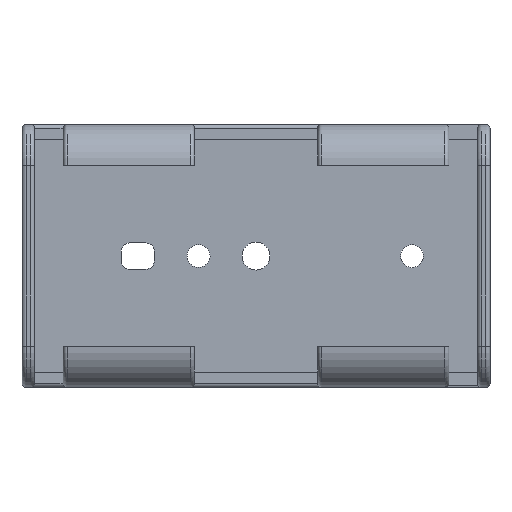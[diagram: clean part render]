
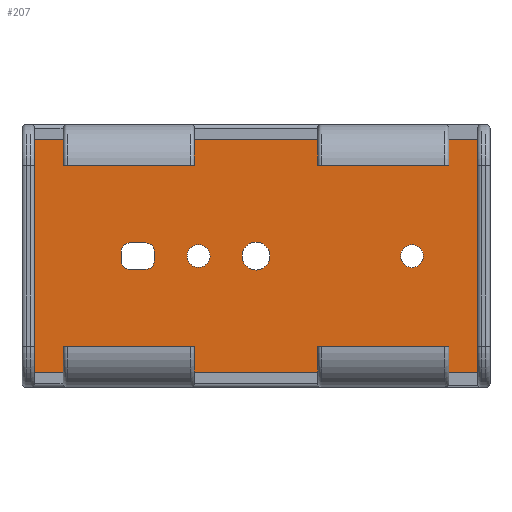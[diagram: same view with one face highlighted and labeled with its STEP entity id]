
A CAD part, top view. The second image highlights one B-rep face of the part: STEP entity #207.
In plain terms, the highlighted planar face has unit normal (0, 0, 1).
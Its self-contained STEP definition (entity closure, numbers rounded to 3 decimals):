
#207 = ADVANCED_FACE( '', ( #490, #491, #492, #493, #494 ), #495, .F. );
#490 = FACE_BOUND( '', #849, .T. );
#491 = FACE_BOUND( '', #850, .T. );
#492 = FACE_BOUND( '', #851, .T. );
#493 = FACE_OUTER_BOUND( '', #852, .T. );
#494 = FACE_BOUND( '', #853, .T. );
#495 = PLANE( '', #854 );
#849 = EDGE_LOOP( '', ( #1408 ) );
#850 = EDGE_LOOP( '', ( #1409 ) );
#851 = EDGE_LOOP( '', ( #1410, #1411, #1412, #1413, #1414, #1415, #1416, #1417 ) );
#852 = EDGE_LOOP( '', ( #1418, #1419, #1420, #1421 ) );
#853 = EDGE_LOOP( '', ( #1422 ) );
#854 = AXIS2_PLACEMENT_3D( '', #1423, #1424, #1425 );
#1408 = ORIENTED_EDGE( '', *, *, #2199, .T. );
#1409 = ORIENTED_EDGE( '', *, *, #2180, .T. );
#1410 = ORIENTED_EDGE( '', *, *, #2213, .F. );
#1411 = ORIENTED_EDGE( '', *, *, #2209, .F. );
#1412 = ORIENTED_EDGE( '', *, *, #2214, .F. );
#1413 = ORIENTED_EDGE( '', *, *, #2044, .F. );
#1414 = ORIENTED_EDGE( '', *, *, #2215, .F. );
#1415 = ORIENTED_EDGE( '', *, *, #2216, .F. );
#1416 = ORIENTED_EDGE( '', *, *, #2113, .F. );
#1417 = ORIENTED_EDGE( '', *, *, #2217, .F. );
#1418 = ORIENTED_EDGE( '', *, *, #2218, .F. );
#1419 = ORIENTED_EDGE( '', *, *, #2167, .F. );
#1420 = ORIENTED_EDGE( '', *, *, #2145, .T. );
#1421 = ORIENTED_EDGE( '', *, *, #2174, .T. );
#1422 = ORIENTED_EDGE( '', *, *, #2027, .F. );
#1423 = CARTESIAN_POINT( '', ( -27., 14.5, 0. ) );
#1424 = DIRECTION( '', ( 0., 0., -1. ) );
#1425 = DIRECTION( '', ( -1., 0., 0. ) );
#2027 = EDGE_CURVE( '', #2392, #2392, #2393, .F. );
#2044 = EDGE_CURVE( '', #2423, #2424, #2425, .T. );
#2113 = EDGE_CURVE( '', #2540, #2541, #2542, .F. );
#2145 = EDGE_CURVE( '', #2597, #2595, #2598, .T. );
#2167 = EDGE_CURVE( '', #2597, #2635, #2636, .T. );
#2174 = EDGE_CURVE( '', #2595, #2645, #2647, .T. );
#2180 = EDGE_CURVE( '', #2655, #2655, #2656, .T. );
#2199 = EDGE_CURVE( '', #2683, #2683, #2684, .T. );
#2209 = EDGE_CURVE( '', #2698, #2699, #2700, .T. );
#2213 = EDGE_CURVE( '', #2699, #2704, #2705, .F. );
#2214 = EDGE_CURVE( '', #2424, #2698, #2706, .F. );
#2215 = EDGE_CURVE( '', #2707, #2423, #2708, .F. );
#2216 = EDGE_CURVE( '', #2541, #2707, #2709, .T. );
#2217 = EDGE_CURVE( '', #2704, #2540, #2710, .T. );
#2218 = EDGE_CURVE( '', #2635, #2645, #2711, .T. );
#2392 = VERTEX_POINT( '', #2917 );
#2393 = CIRCLE( '', #2918, 1.4 );
#2423 = VERTEX_POINT( '', #2956 );
#2424 = VERTEX_POINT( '', #2957 );
#2425 = LINE( '', #2958, #2959 );
#2540 = VERTEX_POINT( '', #3116 );
#2541 = VERTEX_POINT( '', #3117 );
#2542 = CIRCLE( '', #3118, 1. );
#2595 = VERTEX_POINT( '', #3180 );
#2597 = VERTEX_POINT( '', #3183 );
#2598 = LINE( '', #3184, #3185 );
#2635 = VERTEX_POINT( '', #3237 );
#2636 = LINE( '', #3238, #3239 );
#2645 = VERTEX_POINT( '', #3252 );
#2647 = LINE( '', #3255, #3256 );
#2655 = VERTEX_POINT( '', #3268 );
#2656 = CIRCLE( '', #3269, 1.7 );
#2683 = VERTEX_POINT( '', #3303 );
#2684 = CIRCLE( '', #3304, 1.4 );
#2698 = VERTEX_POINT( '', #3319 );
#2699 = VERTEX_POINT( '', #3320 );
#2700 = LINE( '', #3321, #3322 );
#2704 = VERTEX_POINT( '', #3328 );
#2705 = CIRCLE( '', #3329, 1. );
#2706 = CIRCLE( '', #3330, 1. );
#2707 = VERTEX_POINT( '', #3331 );
#2708 = CIRCLE( '', #3332, 1. );
#2709 = LINE( '', #3333, #3334 );
#2710 = LINE( '', #3335, #3336 );
#2711 = LINE( '', #3337, #3338 );
#2917 = CARTESIAN_POINT( '', ( -8.4, 0., 0. ) );
#2918 = AXIS2_PLACEMENT_3D( '', #3624, #3625, #3626 );
#2956 = CARTESIAN_POINT( '', ( -16.4, 0.6, 0. ) );
#2957 = CARTESIAN_POINT( '', ( -16.4, -0.6, 0. ) );
#2958 = CARTESIAN_POINT( '', ( -16.4, 14.5, 0. ) );
#2959 = VECTOR( '', #3653, 1000. );
#3116 = CARTESIAN_POINT( '', ( -12.4, 0.6, 0. ) );
#3117 = CARTESIAN_POINT( '', ( -13.4, 1.6, 0. ) );
#3118 = AXIS2_PLACEMENT_3D( '', #3758, #3759, #3760 );
#3180 = CARTESIAN_POINT( '', ( 26.981, 14.2, 0. ) );
#3183 = CARTESIAN_POINT( '', ( 26.981, -14.2, 0. ) );
#3184 = CARTESIAN_POINT( '', ( 26.981, -16., 0. ) );
#3185 = VECTOR( '', #3816, 1000. );
#3237 = CARTESIAN_POINT( '', ( -26.981, -14.2, 0. ) );
#3238 = CARTESIAN_POINT( '', ( 27., -14.2, 0. ) );
#3239 = VECTOR( '', #3844, 1000. );
#3252 = CARTESIAN_POINT( '', ( -26.981, 14.2, 0. ) );
#3255 = CARTESIAN_POINT( '', ( 27., 14.2, 0. ) );
#3256 = VECTOR( '', #3850, 1000. );
#3268 = CARTESIAN_POINT( '', ( -1.7, 0., 0. ) );
#3269 = AXIS2_PLACEMENT_3D( '', #3855, #3856, #3857 );
#3303 = CARTESIAN_POINT( '', ( 17.6, 0., 0. ) );
#3304 = AXIS2_PLACEMENT_3D( '', #3886, #3887, #3888 );
#3319 = CARTESIAN_POINT( '', ( -15.4, -1.6, 0. ) );
#3320 = CARTESIAN_POINT( '', ( -13.4, -1.6, 0. ) );
#3321 = CARTESIAN_POINT( '', ( -27., -1.6, 0. ) );
#3322 = VECTOR( '', #3902, 1000. );
#3328 = CARTESIAN_POINT( '', ( -12.4, -0.6, 0. ) );
#3329 = AXIS2_PLACEMENT_3D( '', #3905, #3906, #3907 );
#3330 = AXIS2_PLACEMENT_3D( '', #3908, #3909, #3910 );
#3331 = CARTESIAN_POINT( '', ( -15.4, 1.6, 0. ) );
#3332 = AXIS2_PLACEMENT_3D( '', #3911, #3912, #3913 );
#3333 = CARTESIAN_POINT( '', ( -27., 1.6, 0. ) );
#3334 = VECTOR( '', #3914, 1000. );
#3335 = CARTESIAN_POINT( '', ( -12.4, 14.5, 0. ) );
#3336 = VECTOR( '', #3915, 1000. );
#3337 = CARTESIAN_POINT( '', ( -26.981, -16., 0. ) );
#3338 = VECTOR( '', #3916, 1000. );
#3624 = CARTESIAN_POINT( '', ( -7., 0., 0. ) );
#3625 = DIRECTION( '', ( 0., 0., -1. ) );
#3626 = DIRECTION( '', ( -1., 0., 0. ) );
#3653 = DIRECTION( '', ( 0., -1., 0. ) );
#3758 = CARTESIAN_POINT( '', ( -13.4, 0.6, 0. ) );
#3759 = DIRECTION( '', ( 0., 0., -1. ) );
#3760 = DIRECTION( '', ( -1., 0., 0. ) );
#3816 = DIRECTION( '', ( 0., 1., 0. ) );
#3844 = DIRECTION( '', ( -1., 0., 0. ) );
#3850 = DIRECTION( '', ( -1., 0., 0. ) );
#3855 = CARTESIAN_POINT( '', ( 0., 0., 0. ) );
#3856 = DIRECTION( '', ( 0., 0., -1. ) );
#3857 = DIRECTION( '', ( -1., 0., 0. ) );
#3886 = CARTESIAN_POINT( '', ( 19., 0., 0. ) );
#3887 = DIRECTION( '', ( 0., 0., -1. ) );
#3888 = DIRECTION( '', ( -1., 0., 0. ) );
#3902 = DIRECTION( '', ( 1., 0., 0. ) );
#3905 = CARTESIAN_POINT( '', ( -13.4, -0.6, 0. ) );
#3906 = DIRECTION( '', ( 0., 0., -1. ) );
#3907 = DIRECTION( '', ( -1., 0., 0. ) );
#3908 = CARTESIAN_POINT( '', ( -15.4, -0.6, 0. ) );
#3909 = DIRECTION( '', ( 0., 0., -1. ) );
#3910 = DIRECTION( '', ( -1., 0., 0. ) );
#3911 = CARTESIAN_POINT( '', ( -15.4, 0.6, 0. ) );
#3912 = DIRECTION( '', ( 0., 0., -1. ) );
#3913 = DIRECTION( '', ( -1., 0., 0. ) );
#3914 = DIRECTION( '', ( -1., 0., 0. ) );
#3915 = DIRECTION( '', ( 0., 1., 0. ) );
#3916 = DIRECTION( '', ( 0., 1., 0. ) );
